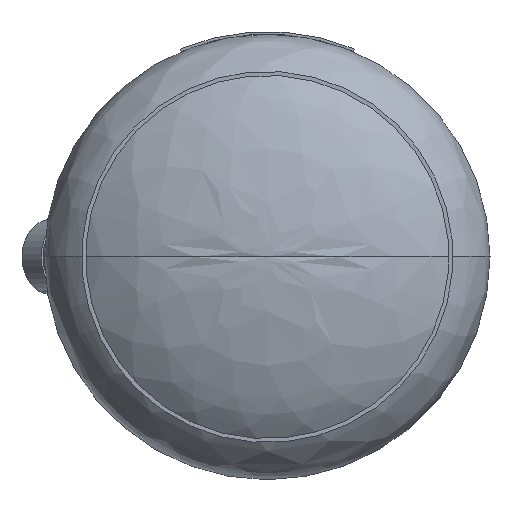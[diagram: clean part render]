
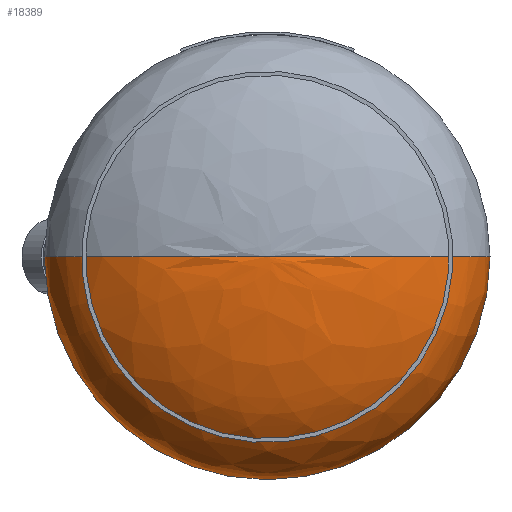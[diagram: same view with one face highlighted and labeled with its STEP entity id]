
A CAD part, front view. The second image highlights one B-rep face of the part: STEP entity #18389.
In plain terms, the highlighted free-form (B-spline) face has degree [3, 3] with [4, 4] control points.
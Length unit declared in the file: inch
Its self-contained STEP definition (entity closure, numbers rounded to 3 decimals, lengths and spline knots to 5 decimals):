
#335 = CARTESIAN_POINT ( 'NONE',  ( -6., 1.0125, 12. ) ) ;
#364 = CIRCLE ( 'NONE', #13188, 6. ) ;
#508 = CIRCLE ( 'NONE', #10029, 6. ) ;
#1823 = CARTESIAN_POINT ( 'NONE',  ( -6., 2.79886, 12. ) ) ;
#3314 = CARTESIAN_POINT ( 'NONE',  ( 6., 1.0125, 0. ) ) ;
#3438 = CARTESIAN_POINT ( 'NONE',  ( 6., 2.79886, 0. ) ) ;
#3851 = EDGE_LOOP ( 'NONE', ( #21665, #17409, #16493, #15628 ) ) ;
#3990 = CARTESIAN_POINT ( 'NONE',  ( 6., 1.0125, 0. ) ) ;
#4209 = DIRECTION ( 'NONE',  ( 0., 0., -1. ) ) ;
#4570 =( BOUNDED_CURVE ( )  B_SPLINE_CURVE ( 3, ( #8044, #11347, #21939, #20203 ),
 .UNSPECIFIED., .F., .T. ) 
 B_SPLINE_CURVE_WITH_KNOTS ( ( 4, 4 ),
 ( 1.5708, 3.14159 ),
 .UNSPECIFIED. ) 
 CURVE ( )  GEOMETRIC_REPRESENTATION_ITEM ( )  RATIONAL_B_SPLINE_CURVE ( ( 1., 0.805, 0.805, 1. ) ) 
 REPRESENTATION_ITEM ( '' )  );
#5151 = CARTESIAN_POINT ( 'NONE',  ( 6., 2.79886, 12. ) ) ;
#5300 =( BOUNDED_SURFACE ( )  B_SPLINE_SURFACE ( 3, 3, ( 
 ( #10316, #17327, #20884, #8605 ),
 ( #15608, #22601, #6889, #13880 ),
 ( #3438, #5151, #1823, #10634 ),
 ( #3990, #8811, #335, #15933 ) ),
 .UNSPECIFIED., .F., .F., .F. ) 
 B_SPLINE_SURFACE_WITH_KNOTS ( ( 4, 4 ),
 ( 4, 4 ),
 ( 0., 1. ),
 ( 0., 1. ),
 .UNSPECIFIED. ) 
 GEOMETRIC_REPRESENTATION_ITEM ( )  RATIONAL_B_SPLINE_SURFACE ( (
 ( 1., 0.333, 0.333, 1.),
 ( 0.805, 0.268, 0.268, 0.805),
 ( 0.805, 0.268, 0.268, 0.805),
 ( 1., 0.333, 0.333, 1.) ) ) 
 REPRESENTATION_ITEM ( '' )  SURFACE ( )  );
#6199 = VERTEX_POINT ( 'NONE', #20341 ) ;
#6408 = DIRECTION ( 'NONE',  ( 0., 0., -1. ) ) ;
#6889 = CARTESIAN_POINT ( 'NONE',  ( -3.51472, 4.062, 7.02944 ) ) ;
#8001 = VERTEX_POINT ( 'NONE', #16187 ) ;
#8044 = CARTESIAN_POINT ( 'NONE',  ( 0., 4.062, 0. ) ) ;
#8605 = CARTESIAN_POINT ( 'NONE',  ( 0., 4.062, 0. ) ) ;
#8811 = CARTESIAN_POINT ( 'NONE',  ( 6., 1.0125, 12. ) ) ;
#9849 = EDGE_CURVE ( 'NONE', #13483, #10277, #13952, .T. ) ;
#10029 = AXIS2_PLACEMENT_3D ( 'NONE', #14900, #11668, #6408 ) ;
#10196 = CARTESIAN_POINT ( 'NONE',  ( 6., 2.79886, 0. ) ) ;
#10277 = VERTEX_POINT ( 'NONE', #16376 ) ;
#10316 = CARTESIAN_POINT ( 'NONE',  ( 0., 4.062, 0. ) ) ;
#10634 = CARTESIAN_POINT ( 'NONE',  ( -6., 2.79886, 0. ) ) ;
#11347 = CARTESIAN_POINT ( 'NONE',  ( -3.51472, 4.062, 0. ) ) ;
#11668 = DIRECTION ( 'NONE',  ( 0., -1., 0. ) ) ;
#12921 = DIRECTION ( 'NONE',  ( 0., -1., 0. ) ) ;
#13188 = AXIS2_PLACEMENT_3D ( 'NONE', #15306, #12921, #4209 ) ;
#13483 = VERTEX_POINT ( 'NONE', #18393 ) ;
#13880 = CARTESIAN_POINT ( 'NONE',  ( -3.51472, 4.062, 0. ) ) ;
#13952 =( BOUNDED_CURVE ( )  B_SPLINE_CURVE ( 3, ( #22483, #18933, #10196, #3314 ),
 .UNSPECIFIED., .F., .T. ) 
 B_SPLINE_CURVE_WITH_KNOTS ( ( 4, 4 ),
 ( 1.5708, 3.14159 ),
 .UNSPECIFIED. ) 
 CURVE ( )  GEOMETRIC_REPRESENTATION_ITEM ( )  RATIONAL_B_SPLINE_CURVE ( ( 1., 0.805, 0.805, 1. ) ) 
 REPRESENTATION_ITEM ( '' )  );
#14900 = CARTESIAN_POINT ( 'NONE',  ( 0., 1.0125, 0. ) ) ;
#15306 = CARTESIAN_POINT ( 'NONE',  ( 0., 1.0125, 0. ) ) ;
#15608 = CARTESIAN_POINT ( 'NONE',  ( 3.51472, 4.062, 0. ) ) ;
#15628 = ORIENTED_EDGE ( 'NONE', *, *, #19290, .F. ) ;
#15933 = CARTESIAN_POINT ( 'NONE',  ( -6., 1.0125, 0. ) ) ;
#16063 = EDGE_CURVE ( 'NONE', #13483, #8001, #4570, .T. ) ;
#16187 = CARTESIAN_POINT ( 'NONE',  ( -6., 1.0125, 0. ) ) ;
#16376 = CARTESIAN_POINT ( 'NONE',  ( 6., 1.0125, 0. ) ) ;
#16493 = ORIENTED_EDGE ( 'NONE', *, *, #17517, .F. ) ;
#17211 = FACE_OUTER_BOUND ( 'NONE', #3851, .T. ) ;
#17327 = CARTESIAN_POINT ( 'NONE',  ( 0., 4.062, 0. ) ) ;
#17409 = ORIENTED_EDGE ( 'NONE', *, *, #16063, .T. ) ;
#17517 = EDGE_CURVE ( 'NONE', #6199, #8001, #364, .T. ) ;
#18389 = ADVANCED_FACE ( 'NONE', ( #17211 ), #5300, .F. ) ;
#18393 = CARTESIAN_POINT ( 'NONE',  ( 0., 4.062, 0. ) ) ;
#18933 = CARTESIAN_POINT ( 'NONE',  ( 3.51472, 4.062, 0. ) ) ;
#19290 = EDGE_CURVE ( 'NONE', #10277, #6199, #508, .T. ) ;
#20203 = CARTESIAN_POINT ( 'NONE',  ( -6., 1.0125, 0. ) ) ;
#20341 = CARTESIAN_POINT ( 'NONE',  ( 0., 1.0125, 6. ) ) ;
#20884 = CARTESIAN_POINT ( 'NONE',  ( 0., 4.062, 0. ) ) ;
#21665 = ORIENTED_EDGE ( 'NONE', *, *, #9849, .F. ) ;
#21939 = CARTESIAN_POINT ( 'NONE',  ( -6., 2.79886, 0. ) ) ;
#22483 = CARTESIAN_POINT ( 'NONE',  ( 0., 4.062, 0. ) ) ;
#22601 = CARTESIAN_POINT ( 'NONE',  ( 3.51472, 4.062, 7.02944 ) ) ;
